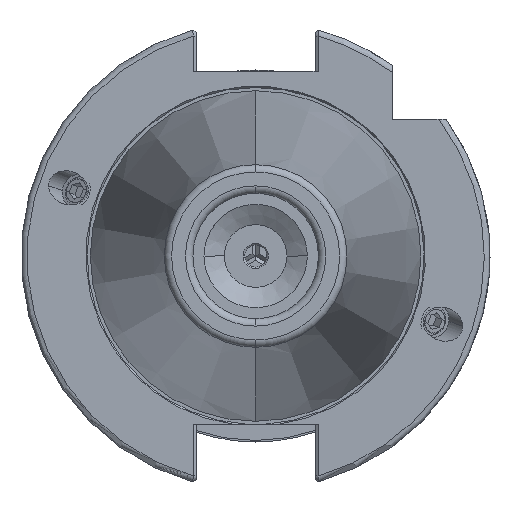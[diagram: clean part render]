
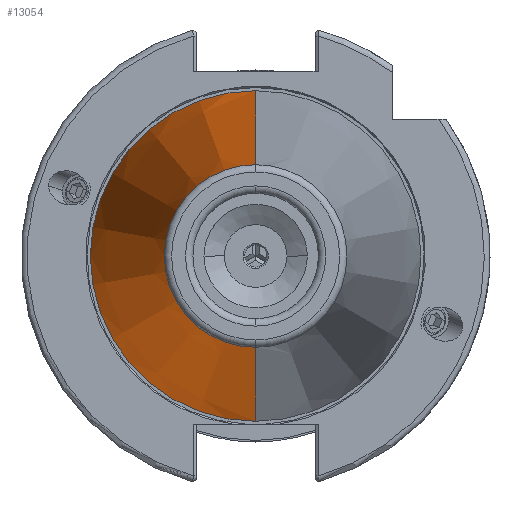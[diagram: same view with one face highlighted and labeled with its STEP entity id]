
A CAD part, front view. The second image highlights one B-rep face of the part: STEP entity #13054.
In plain terms, the highlighted conical face has half-angle 8.297 degrees and reference radius 12.25 mm.
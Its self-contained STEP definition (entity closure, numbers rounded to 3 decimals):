
#44 = CONICAL_SURFACE ( 'NONE', #1493, 12.25, 0.145 ) ;
#375 = EDGE_CURVE ( 'NONE', #33082, #2366, #31587, .T. ) ;
#1493 = AXIS2_PLACEMENT_3D ( 'NONE', #2563, #10368, #21046 ) ;
#2341 = EDGE_LOOP ( 'NONE', ( #25232, #17729, #12461, #23149 ) ) ;
#2366 = VERTEX_POINT ( 'NONE', #32250 ) ;
#2563 = CARTESIAN_POINT ( 'NONE',  ( 0., -71.6, 0. ) ) ;
#3364 = DIRECTION ( 'NONE',  ( 0., 0.99, -0.144 ) ) ;
#5013 = CARTESIAN_POINT ( 'NONE',  ( 0., -2., 0. ) ) ;
#5636 = CARTESIAN_POINT ( 'NONE',  ( 0., -71.6, 12.25 ) ) ;
#6024 = CARTESIAN_POINT ( 'NONE',  ( 0., -71.6, -12.25 ) ) ;
#7457 = EDGE_CURVE ( 'NONE', #17536, #2366, #11418, .T. ) ;
#7667 = DIRECTION ( 'NONE',  ( 0., 0., 1. ) ) ;
#8194 = AXIS2_PLACEMENT_3D ( 'NONE', #5013, #23524, #7667 ) ;
#10368 = DIRECTION ( 'NONE',  ( 0., 1., 0. ) ) ;
#10442 = EDGE_CURVE ( 'NONE', #24615, #17536, #11681, .T. ) ;
#11418 = CIRCLE ( 'NONE', #8194, 22.4 ) ;
#11681 = LINE ( 'NONE', #6024, #24943 ) ;
#12461 = ORIENTED_EDGE ( 'NONE', *, *, #375, .T. ) ;
#13054 = ADVANCED_FACE ( 'NONE', ( #22791 ), #44, .T. ) ;
#13322 = AXIS2_PLACEMENT_3D ( 'NONE', #29289, #13501, #31977 ) ;
#13501 = DIRECTION ( 'NONE',  ( 0., 1., 0. ) ) ;
#14157 = CARTESIAN_POINT ( 'NONE',  ( 0., -70.744, -12.375 ) ) ;
#16390 = DIRECTION ( 'NONE',  ( 0., 0.99, 0.144 ) ) ;
#17536 = VERTEX_POINT ( 'NONE', #27664 ) ;
#17547 = VECTOR ( 'NONE', #16390, 1000. ) ;
#17729 = ORIENTED_EDGE ( 'NONE', *, *, #32742, .T. ) ;
#21046 = DIRECTION ( 'NONE',  ( 0., 0., 1. ) ) ;
#22791 = FACE_OUTER_BOUND ( 'NONE', #2341, .T. ) ;
#23149 = ORIENTED_EDGE ( 'NONE', *, *, #7457, .F. ) ;
#23524 = DIRECTION ( 'NONE',  ( 0., 1., 0. ) ) ;
#24615 = VERTEX_POINT ( 'NONE', #14157 ) ;
#24943 = VECTOR ( 'NONE', #3364, 1000. ) ;
#25232 = ORIENTED_EDGE ( 'NONE', *, *, #10442, .F. ) ;
#27359 = CIRCLE ( 'NONE', #13322, 12.375 ) ;
#27664 = CARTESIAN_POINT ( 'NONE',  ( 0., -2., -22.4 ) ) ;
#29289 = CARTESIAN_POINT ( 'NONE',  ( 0., -70.744, 0. ) ) ;
#30923 = CARTESIAN_POINT ( 'NONE',  ( 0., -70.744, 12.375 ) ) ;
#31587 = LINE ( 'NONE', #5636, #17547 ) ;
#31977 = DIRECTION ( 'NONE',  ( 0., 0., -1. ) ) ;
#32250 = CARTESIAN_POINT ( 'NONE',  ( 0., -2., 22.4 ) ) ;
#32742 = EDGE_CURVE ( 'NONE', #24615, #33082, #27359, .T. ) ;
#33082 = VERTEX_POINT ( 'NONE', #30923 ) ;
